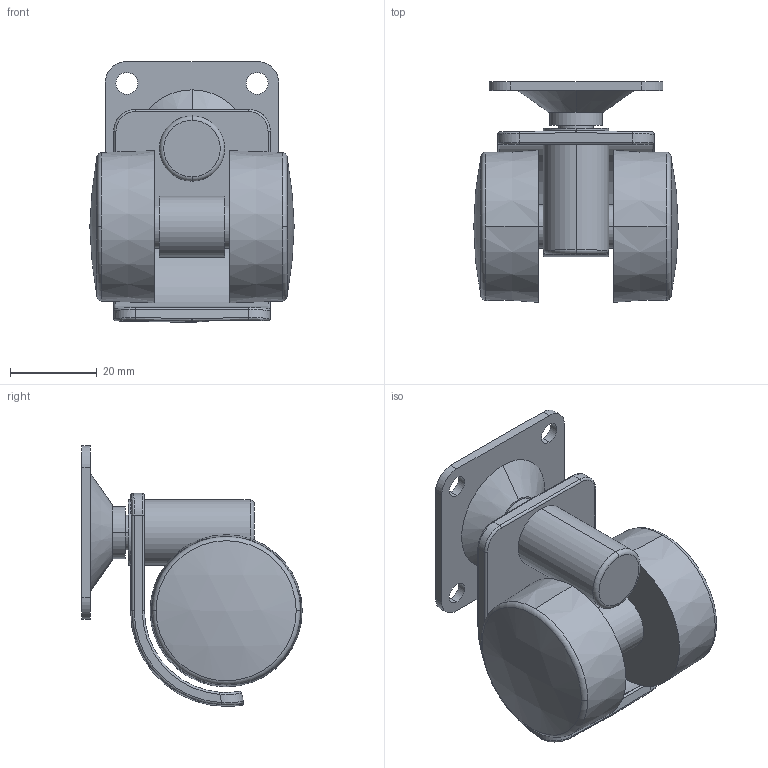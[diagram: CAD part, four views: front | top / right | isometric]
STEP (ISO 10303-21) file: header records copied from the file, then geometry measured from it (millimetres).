
FILE_DESCRIPTION (( 'STEP AP214' ), '1' );
FILE_NAME ('0015711.step', '2021-04-12T07:43:47', ( '' ), ( '' ), 'SwSTEP 2.0', 'SolidWorks 2020', '' );
FILE_SCHEMA (( 'AUTOMOTIVE_DESIGN' ));
Length unit declared in the file: millimetre
Products named in the file (1): 0015711
Bounding box: 47 x 50.7 x 60 mm (x, y, z)
Volume: 41833.7 mm3; surface area: 19634.5 mm2
Topology: 6 solids, 6 shells, 171 faces, 379 edges, 231 vertices
Faces by surface type: cylinder 64, torus 39, plane 31, bspline 22, cone 13, sphere 2
Entity records: 7447 total; most frequent: CARTESIAN_POINT 1617, DIRECTION 897, ORIENTED_EDGE 758, AXIS2_PLACEMENT_3D 395, EDGE_CURVE 379, CIRCLE 245, VERTEX_POINT 231, EDGE_LOOP 192
